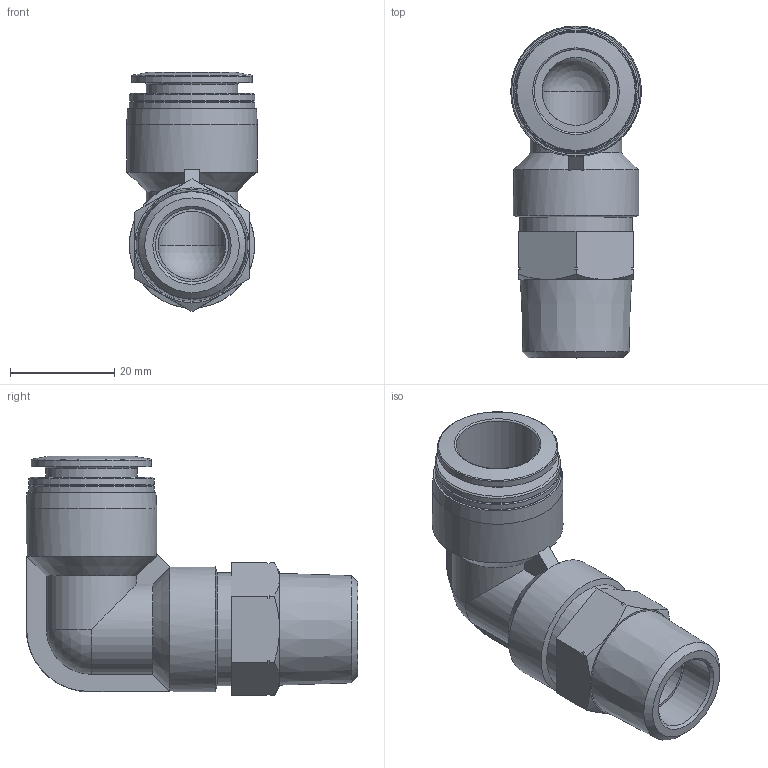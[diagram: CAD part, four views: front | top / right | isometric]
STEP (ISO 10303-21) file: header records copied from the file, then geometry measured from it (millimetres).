
FILE_DESCRIPTION(/* description */ ('STEP AP214'),/* implementation_level */ '2;1');
FILE_NAME(/* name */ '153055_QSL-1_2-16',/* time_stamp */ '2024-09-09T22:46:22+02:00',/* author */ ('License CC BY-ND 4.0'),/* organization */ ('CADENAS'),/* preprocessor_version */ 'ST-DEVELOPER v19.3',/* originating_system */ 'PARTsolutions',/* authorisation */ ' ');
FILE_SCHEMA (('AUTOMOTIVE_DESIGN {1 0 10303 214 3 1 1}'));
Length unit declared in the file: millimetre
Products named in the file (1): 153055 QSL-1/2-16
Bounding box: 25 x 63.5 x 45.8 mm (x, y, z)
Volume: 17728.7 mm3; surface area: 10690.1 mm2
Topology: 1 solids, 1 shells, 81 faces, 197 edges, 123 vertices
Faces by surface type: cone 32, cylinder 21, plane 21, sphere 4, torus 3
Full cylindrical faces by diameter (mm): 13 x2, 13.97 x1, 16 x1, 17.5 x1, 21.6 x1, 23 x1, 24 x3, 25 x1
Entity records: 2854 total; most frequent: CARTESIAN_POINT 503, DIRECTION 364, ORIENTED_EDGE 338, EDGE_CURVE 169, AXIS2_PLACEMENT_3D 157, VERTEX_POINT 120, EDGE_LOOP 113, FACE_BOUND 113
